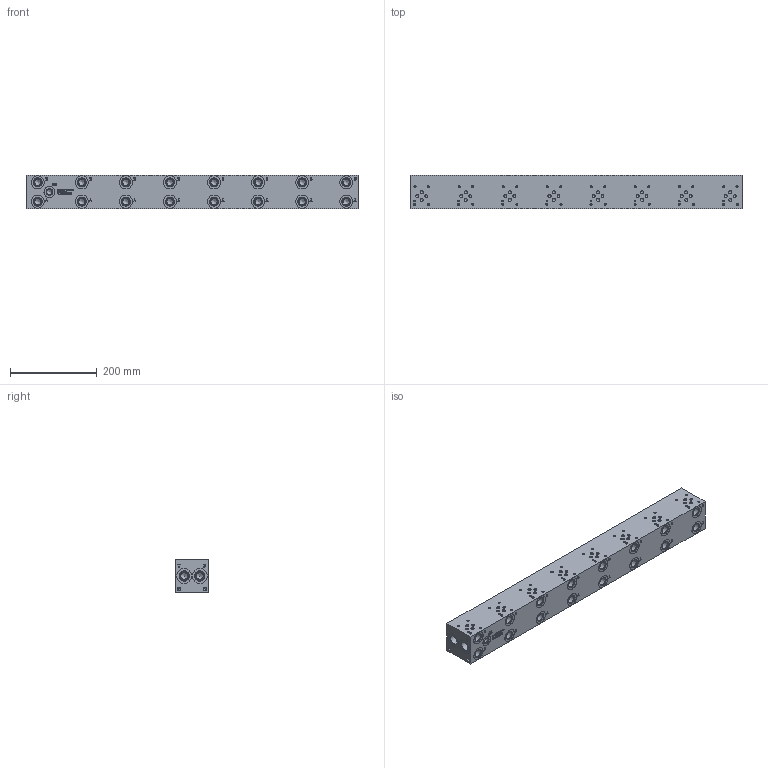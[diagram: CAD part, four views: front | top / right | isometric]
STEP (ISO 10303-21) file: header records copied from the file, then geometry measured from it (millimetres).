
FILE_DESCRIPTION(/* description */ (''),/* implementation_level */ '2;1');
FILE_NAME(/* name */ '_D03P084S.stp',/* time_stamp */ '2022-10-17T10:32:20-04:00',/* author */ ('mikeh'),/* organization */ (''),/* preprocessor_version */ 'ST-DEVELOPER v18',/* originating_system */ 'Autodesk Inventor 2020',/* authorisation */ '');
FILE_SCHEMA (('AUTOMOTIVE_DESIGN { 1 0 10303 214 3 1 1 }'));
Length unit declared in the file: millimetre
Products named in the file (1): Part_AD03P084S_3D
Bounding box: 765.17 x 76.2 x 76.2 mm (x, y, z)
Volume: 4276047.5 mm3; surface area: 287664.1 mm2
Topology: 1 solids, 1 shells, 1162 faces, 3127 edges, 2143 vertices
Faces by surface type: plane 583, bspline 244, cylinder 217, cone 118
Full cylindrical faces by diameter (mm): 3.785 x32, 3.962 x8, 4.826 x32, 6.35 x8, 6.528 x4, 7.137 x24, 7.925 x4, 12.294 x1, 12.9 x1, 14.275 x1, 14.3 x16, 15.596 x1, 15.875 x4, 17.501 x16, 19.05 x16, 20.447 x4, 20.599 x16, 22.225 x2, 22.23 x2, 23.901 x4, 25.019 x1, 30.251 x16, 34.417 x4
Entity records: 38287 total; most frequent: CARTESIAN_POINT 9508, ORIENTED_EDGE 6060, DIRECTION 5128, EDGE_CURVE 3030, VERTEX_POINT 2143, LINE 1794, VECTOR 1794, AXIS2_PLACEMENT_3D 1667
